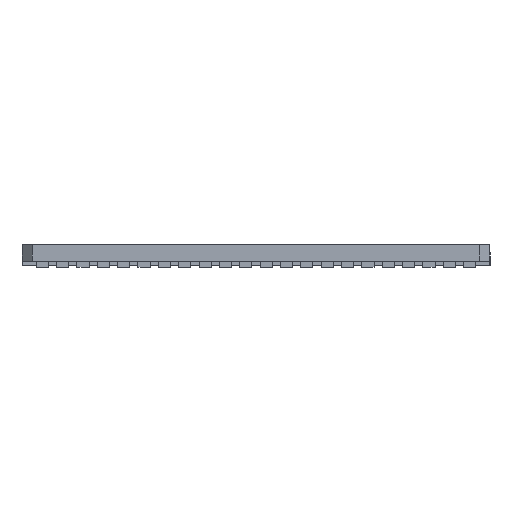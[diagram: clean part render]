
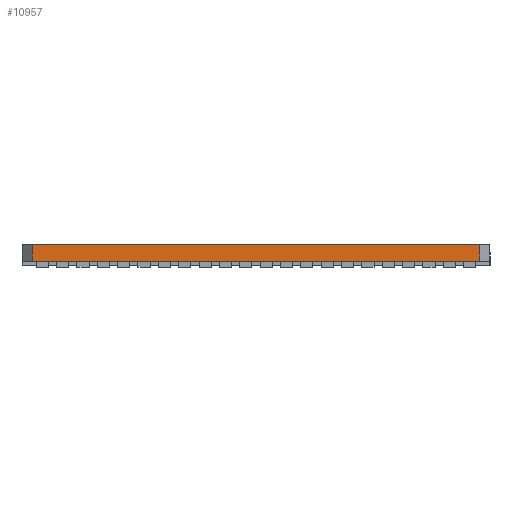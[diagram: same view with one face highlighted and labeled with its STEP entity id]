
A CAD part, left-side view. The second image highlights one B-rep face of the part: STEP entity #10957.
In plain terms, the highlighted face is planar.
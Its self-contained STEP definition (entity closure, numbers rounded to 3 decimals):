
#7710 = PLANE('',#7711);
#7711 = AXIS2_PLACEMENT_3D('',#7712,#7713,#7714);
#7712 = CARTESIAN_POINT('',(-12.,-5.5,-0.2));
#7713 = DIRECTION('',(0.,0.,-1.));
#7714 = DIRECTION('',(0.,-1.,0.));
#7850 = VERTEX_POINT('',#7851);
#7851 = CARTESIAN_POINT('',(190.,5.5,-0.2));
#7865 = PLANE('',#7866);
#7866 = AXIS2_PLACEMENT_3D('',#7867,#7868,#7869);
#7867 = CARTESIAN_POINT('',(190.,5.5,-0.414));
#7868 = DIRECTION('',(-0.707,-0.707,0.));
#7869 = DIRECTION('',(-0.707,0.707,0.));
#7877 = EDGE_CURVE('',#7878,#7850,#7880,.T.);
#7878 = VERTEX_POINT('',#7879);
#7879 = CARTESIAN_POINT('',(190.,-5.5,-0.2));
#7880 = SURFACE_CURVE('',#7881,(#7885,#7892),.PCURVE_S1.);
#7881 = LINE('',#7882,#7883);
#7882 = CARTESIAN_POINT('',(190.,5.5,-0.2));
#7883 = VECTOR('',#7884,1.);
#7884 = DIRECTION('',(0.,1.,0.));
#7885 = PCURVE('',#7710,#7886);
#7886 = DEFINITIONAL_REPRESENTATION('',(#7887),#7891);
#7887 = LINE('',#7888,#7889);
#7888 = CARTESIAN_POINT('',(-11.,-202.));
#7889 = VECTOR('',#7890,1.);
#7890 = DIRECTION('',(-1.,-0.));
#7891 = ( GEOMETRIC_REPRESENTATION_CONTEXT(2) 
PARAMETRIC_REPRESENTATION_CONTEXT() REPRESENTATION_CONTEXT('2D SPACE',''
  ) );
#7892 = PCURVE('',#7893,#7898);
#7893 = PLANE('',#7894);
#7894 = AXIS2_PLACEMENT_3D('',#7895,#7896,#7897);
#7895 = CARTESIAN_POINT('',(190.,-5.5,-0.414));
#7896 = DIRECTION('',(-1.,0.,0.));
#7897 = DIRECTION('',(0.,0.,1.));
#7898 = DEFINITIONAL_REPRESENTATION('',(#7899),#7903);
#7899 = LINE('',#7900,#7901);
#7900 = CARTESIAN_POINT('',(0.214,11.));
#7901 = VECTOR('',#7902,1.);
#7902 = DIRECTION('',(0.,1.));
#7903 = ( GEOMETRIC_REPRESENTATION_CONTEXT(2) 
PARAMETRIC_REPRESENTATION_CONTEXT() REPRESENTATION_CONTEXT('2D SPACE',''
  ) );
#7921 = PLANE('',#7922);
#7922 = AXIS2_PLACEMENT_3D('',#7923,#7924,#7925);
#7923 = CARTESIAN_POINT('',(189.75,-5.75,-0.414));
#7924 = DIRECTION('',(-0.707,0.707,0.));
#7925 = DIRECTION('',(0.,0.,1.));
#10876 = PLANE('',#10877);
#10877 = AXIS2_PLACEMENT_3D('',#10878,#10879,#10880);
#10878 = CARTESIAN_POINT('',(0.,0.,0.2));
#10879 = DIRECTION('',(-0.,0.,1.));
#10880 = DIRECTION('',(1.,0.,0.));
#10915 = VERTEX_POINT('',#10916);
#10916 = CARTESIAN_POINT('',(190.,5.5,0.2));
#10937 = EDGE_CURVE('',#7850,#10915,#10938,.T.);
#10938 = SURFACE_CURVE('',#10939,(#10943,#10950),.PCURVE_S1.);
#10939 = LINE('',#10940,#10941);
#10940 = CARTESIAN_POINT('',(190.,5.5,-0.414));
#10941 = VECTOR('',#10942,1.);
#10942 = DIRECTION('',(0.,0.,1.));
#10943 = PCURVE('',#7865,#10944);
#10944 = DEFINITIONAL_REPRESENTATION('',(#10945),#10949);
#10945 = LINE('',#10946,#10947);
#10946 = CARTESIAN_POINT('',(0.,0.));
#10947 = VECTOR('',#10948,1.);
#10948 = DIRECTION('',(0.,-1.));
#10949 = ( GEOMETRIC_REPRESENTATION_CONTEXT(2) 
PARAMETRIC_REPRESENTATION_CONTEXT() REPRESENTATION_CONTEXT('2D SPACE',''
  ) );
#10950 = PCURVE('',#7893,#10951);
#10951 = DEFINITIONAL_REPRESENTATION('',(#10952),#10956);
#10952 = LINE('',#10953,#10954);
#10953 = CARTESIAN_POINT('',(0.,11.));
#10954 = VECTOR('',#10955,1.);
#10955 = DIRECTION('',(1.,0.));
#10956 = ( GEOMETRIC_REPRESENTATION_CONTEXT(2) 
PARAMETRIC_REPRESENTATION_CONTEXT() REPRESENTATION_CONTEXT('2D SPACE',''
  ) );
#10957 = ADVANCED_FACE('',(#10958),#7893,.F.);
#10958 = FACE_BOUND('',#10959,.T.);
#10959 = EDGE_LOOP('',(#10960,#10961,#10962,#10985));
#10960 = ORIENTED_EDGE('',*,*,#7877,.T.);
#10961 = ORIENTED_EDGE('',*,*,#10937,.T.);
#10962 = ORIENTED_EDGE('',*,*,#10963,.F.);
#10963 = EDGE_CURVE('',#10964,#10915,#10966,.T.);
#10964 = VERTEX_POINT('',#10965);
#10965 = CARTESIAN_POINT('',(190.,-5.5,0.2));
#10966 = SURFACE_CURVE('',#10967,(#10971,#10978),.PCURVE_S1.);
#10967 = LINE('',#10968,#10969);
#10968 = CARTESIAN_POINT('',(190.,0.,0.2));
#10969 = VECTOR('',#10970,1.);
#10970 = DIRECTION('',(0.,1.,-0.));
#10971 = PCURVE('',#7893,#10972);
#10972 = DEFINITIONAL_REPRESENTATION('',(#10973),#10977);
#10973 = LINE('',#10974,#10975);
#10974 = CARTESIAN_POINT('',(0.614,5.5));
#10975 = VECTOR('',#10976,1.);
#10976 = DIRECTION('',(0.,1.));
#10977 = ( GEOMETRIC_REPRESENTATION_CONTEXT(2) 
PARAMETRIC_REPRESENTATION_CONTEXT() REPRESENTATION_CONTEXT('2D SPACE',''
  ) );
#10978 = PCURVE('',#10876,#10979);
#10979 = DEFINITIONAL_REPRESENTATION('',(#10980),#10984);
#10980 = LINE('',#10981,#10982);
#10981 = CARTESIAN_POINT('',(190.,0.));
#10982 = VECTOR('',#10983,1.);
#10983 = DIRECTION('',(0.,1.));
#10984 = ( GEOMETRIC_REPRESENTATION_CONTEXT(2) 
PARAMETRIC_REPRESENTATION_CONTEXT() REPRESENTATION_CONTEXT('2D SPACE',''
  ) );
#10985 = ORIENTED_EDGE('',*,*,#10986,.F.);
#10986 = EDGE_CURVE('',#7878,#10964,#10987,.T.);
#10987 = SURFACE_CURVE('',#10988,(#10992,#10999),.PCURVE_S1.);
#10988 = LINE('',#10989,#10990);
#10989 = CARTESIAN_POINT('',(190.,-5.5,-0.414));
#10990 = VECTOR('',#10991,1.);
#10991 = DIRECTION('',(0.,0.,1.));
#10992 = PCURVE('',#7893,#10993);
#10993 = DEFINITIONAL_REPRESENTATION('',(#10994),#10998);
#10994 = LINE('',#10995,#10996);
#10995 = CARTESIAN_POINT('',(0.,0.));
#10996 = VECTOR('',#10997,1.);
#10997 = DIRECTION('',(1.,0.));
#10998 = ( GEOMETRIC_REPRESENTATION_CONTEXT(2) 
PARAMETRIC_REPRESENTATION_CONTEXT() REPRESENTATION_CONTEXT('2D SPACE',''
  ) );
#10999 = PCURVE('',#7921,#11000);
#11000 = DEFINITIONAL_REPRESENTATION('',(#11001),#11005);
#11001 = LINE('',#11002,#11003);
#11002 = CARTESIAN_POINT('',(0.,0.354));
#11003 = VECTOR('',#11004,1.);
#11004 = DIRECTION('',(1.,0.));
#11005 = ( GEOMETRIC_REPRESENTATION_CONTEXT(2) 
PARAMETRIC_REPRESENTATION_CONTEXT() REPRESENTATION_CONTEXT('2D SPACE',''
  ) );
